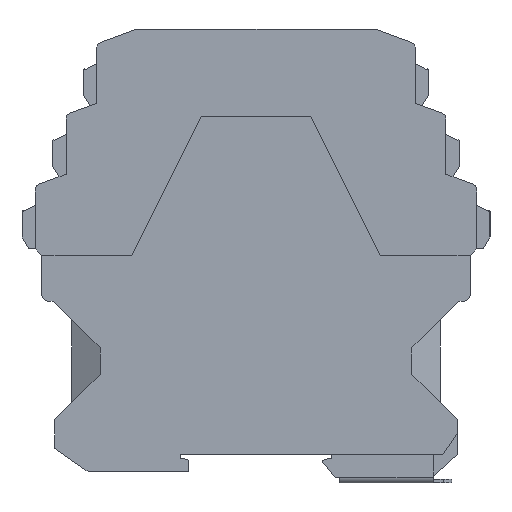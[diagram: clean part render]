
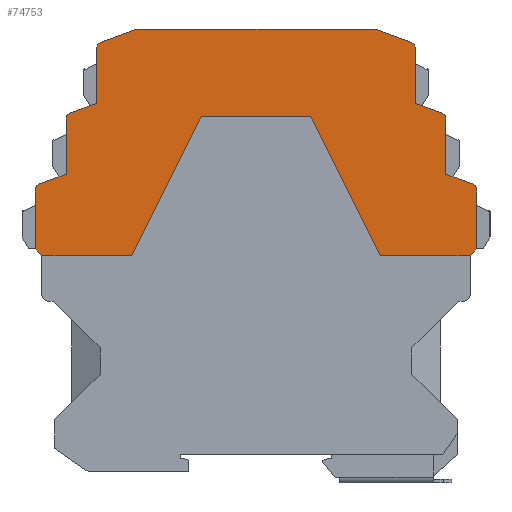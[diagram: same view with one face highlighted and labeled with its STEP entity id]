
A CAD part, left-side view. The second image highlights one B-rep face of the part: STEP entity #74753.
In plain terms, the highlighted face is planar.
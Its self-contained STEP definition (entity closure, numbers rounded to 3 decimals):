
#1481=VECTOR('',#84357,1.);
#1512=VECTOR('',#84398,1.);
#1567=VECTOR('',#84465,1.);
#1598=VECTOR('',#84519,1.);
#1763=VECTOR('',#84733,1.);
#1764=VECTOR('',#84734,1.);
#1765=VECTOR('',#84737,1.);
#1766=VECTOR('',#84738,1.);
#1767=VECTOR('',#84741,1.);
#1768=VECTOR('',#84742,1.);
#1769=VECTOR('',#84743,1.);
#1770=VECTOR('',#84744,1.);
#1771=VECTOR('',#84745,1.);
#1772=VECTOR('',#84746,1.);
#1773=VECTOR('',#84747,1.);
#1774=VECTOR('',#84750,1.);
#1775=VECTOR('',#84751,1.);
#1776=VECTOR('',#84754,1.);
#1777=VECTOR('',#84755,1.);
#1778=VECTOR('',#84758,1.);
#10925=LINE('',#101541,#1481);
#10956=LINE('',#101612,#1512);
#11011=LINE('',#101725,#1567);
#11042=LINE('',#101807,#1598);
#11207=LINE('',#102150,#1763);
#11208=LINE('',#102152,#1764);
#11209=LINE('',#102155,#1765);
#11210=LINE('',#102157,#1766);
#11211=LINE('',#102160,#1767);
#11212=LINE('',#102162,#1768);
#11213=LINE('',#102164,#1769);
#11214=LINE('',#102166,#1770);
#11215=LINE('',#102168,#1771);
#11216=LINE('',#102169,#1772);
#11217=LINE('',#102171,#1773);
#11218=LINE('',#102175,#1774);
#11219=LINE('',#102177,#1775);
#11220=LINE('',#102181,#1776);
#11221=LINE('',#102183,#1777);
#11222=LINE('',#102187,#1778);
#20366=PLANE('',#78932);
#23476=VERTEX_POINT('',#101542);
#23477=VERTEX_POINT('',#101543);
#23506=VERTEX_POINT('',#101607);
#23508=VERTEX_POINT('',#101611);
#23554=VERTEX_POINT('',#101724);
#23555=VERTEX_POINT('',#101726);
#23592=VERTEX_POINT('',#101806);
#23593=VERTEX_POINT('',#101808);
#23660=VERTEX_POINT('',#101957);
#23742=VERTEX_POINT('',#102151);
#23743=VERTEX_POINT('',#102154);
#23744=VERTEX_POINT('',#102156);
#23745=VERTEX_POINT('',#102158);
#23746=VERTEX_POINT('',#102161);
#23747=VERTEX_POINT('',#102163);
#23748=VERTEX_POINT('',#102165);
#23749=VERTEX_POINT('',#102167);
#23750=VERTEX_POINT('',#102170);
#23751=VERTEX_POINT('',#102172);
#23752=VERTEX_POINT('',#102174);
#23753=VERTEX_POINT('',#102176);
#23754=VERTEX_POINT('',#102178);
#23755=VERTEX_POINT('',#102180);
#23756=VERTEX_POINT('',#102182);
#23757=VERTEX_POINT('',#102184);
#23758=VERTEX_POINT('',#102186);
#30818=CIRCLE('',#78913,1.5);
#30829=CIRCLE('',#78933,1.5);
#30830=CIRCLE('',#78934,1.5);
#30831=CIRCLE('',#78935,1.5);
#30832=CIRCLE('',#78936,1.5);
#30833=CIRCLE('',#78937,1.5);
#32114=EDGE_CURVE('',#23476,#23477,#10925,.T.);
#32147=EDGE_CURVE('',#23508,#23506,#10956,.T.);
#32204=EDGE_CURVE('',#23554,#23555,#11011,.T.);
#32245=EDGE_CURVE('',#23592,#23593,#11042,.T.);
#32325=EDGE_CURVE('',#23660,#23476,#30818,.T.);
#32427=EDGE_CURVE('',#23742,#23477,#11207,.T.);
#32428=EDGE_CURVE('',#23506,#23660,#11208,.T.);
#32429=EDGE_CURVE('',#23743,#23508,#30829,.T.);
#32430=EDGE_CURVE('',#23744,#23743,#11209,.T.);
#32431=EDGE_CURVE('',#23745,#23744,#11210,.T.);
#32432=EDGE_CURVE('',#23555,#23745,#30830,.T.);
#32433=EDGE_CURVE('',#23746,#23554,#11211,.T.);
#32434=EDGE_CURVE('',#23746,#23747,#11212,.T.);
#32435=EDGE_CURVE('',#23747,#23748,#11213,.T.);
#32436=EDGE_CURVE('',#23748,#23749,#11214,.T.);
#32437=EDGE_CURVE('',#23749,#23593,#11215,.T.);
#32438=EDGE_CURVE('',#23750,#23592,#11216,.T.);
#32439=EDGE_CURVE('',#23750,#23751,#11217,.T.);
#32440=EDGE_CURVE('',#23751,#23752,#30831,.T.);
#32441=EDGE_CURVE('',#23752,#23753,#11218,.T.);
#32442=EDGE_CURVE('',#23753,#23754,#11219,.T.);
#32443=EDGE_CURVE('',#23754,#23755,#30832,.T.);
#32444=EDGE_CURVE('',#23755,#23756,#11220,.T.);
#32445=EDGE_CURVE('',#23756,#23757,#11221,.T.);
#32446=EDGE_CURVE('',#23757,#23758,#30833,.T.);
#32447=EDGE_CURVE('',#23758,#23742,#11222,.T.);
#43772=ORIENTED_EDGE('',*,*,#32427,.T.);
#43773=ORIENTED_EDGE('',*,*,#32114,.F.);
#43774=ORIENTED_EDGE('',*,*,#32325,.F.);
#43775=ORIENTED_EDGE('',*,*,#32428,.F.);
#43776=ORIENTED_EDGE('',*,*,#32147,.F.);
#43777=ORIENTED_EDGE('',*,*,#32429,.F.);
#43778=ORIENTED_EDGE('',*,*,#32430,.F.);
#43779=ORIENTED_EDGE('',*,*,#32431,.F.);
#43780=ORIENTED_EDGE('',*,*,#32432,.F.);
#43781=ORIENTED_EDGE('',*,*,#32204,.F.);
#43782=ORIENTED_EDGE('',*,*,#32433,.F.);
#43783=ORIENTED_EDGE('',*,*,#32434,.T.);
#43784=ORIENTED_EDGE('',*,*,#32435,.T.);
#43785=ORIENTED_EDGE('',*,*,#32436,.T.);
#43786=ORIENTED_EDGE('',*,*,#32437,.T.);
#43787=ORIENTED_EDGE('',*,*,#32245,.F.);
#43788=ORIENTED_EDGE('',*,*,#32438,.F.);
#43789=ORIENTED_EDGE('',*,*,#32439,.T.);
#43790=ORIENTED_EDGE('',*,*,#32440,.T.);
#43791=ORIENTED_EDGE('',*,*,#32441,.T.);
#43792=ORIENTED_EDGE('',*,*,#32442,.T.);
#43793=ORIENTED_EDGE('',*,*,#32443,.T.);
#43794=ORIENTED_EDGE('',*,*,#32444,.T.);
#43795=ORIENTED_EDGE('',*,*,#32445,.T.);
#43796=ORIENTED_EDGE('',*,*,#32446,.T.);
#43797=ORIENTED_EDGE('',*,*,#32447,.T.);
#65947=EDGE_LOOP('',(#43772,#43773,#43774,#43775,#43776,#43777,#43778,#43779,
#43780,#43781,#43782,#43783,#43784,#43785,#43786,#43787,#43788,#43789,#43790,
#43791,#43792,#43793,#43794,#43795,#43796,#43797));
#70374=FACE_BOUND('',#65947,.T.);
#74753=ADVANCED_FACE('',(#70374),#20366,.F.);
#78913=AXIS2_PLACEMENT_3D('',#101958,#84609,#84610);
#78932=AXIS2_PLACEMENT_3D('',#102149,#84732,$);
#78933=AXIS2_PLACEMENT_3D('',#102153,#84735,#84736);
#78934=AXIS2_PLACEMENT_3D('',#102159,#84739,#84740);
#78935=AXIS2_PLACEMENT_3D('',#102173,#84748,#84749);
#78936=AXIS2_PLACEMENT_3D('',#102179,#84752,#84753);
#78937=AXIS2_PLACEMENT_3D('',#102185,#84756,#84757);
#84357=DIRECTION('',(-0.94,0.342,0.));
#84398=DIRECTION('',(-0.94,0.342,0.));
#84465=DIRECTION('',(0.,1.,0.));
#84519=DIRECTION('',(1.,0.,0.));
#84609=DIRECTION('',(0.,0.,1.));
#84610=DIRECTION('',(1.5,0.,0.));
#84732=DIRECTION('',(0.,0.,1.));
#84733=DIRECTION('',(1.,0.,0.));
#84734=DIRECTION('',(0.,1.,0.));
#84735=DIRECTION('',(0.,0.,1.));
#84736=DIRECTION('',(1.5,0.,0.));
#84737=DIRECTION('',(0.,1.,0.));
#84738=DIRECTION('',(-0.94,0.342,0.));
#84739=DIRECTION('',(0.,0.,1.));
#84740=DIRECTION('',(1.5,0.,0.));
#84741=DIRECTION('',(0.707,0.707,0.));
#84742=DIRECTION('',(-1.,0.,0.));
#84743=DIRECTION('',(-0.446,0.895,0.));
#84744=DIRECTION('',(-1.,0.,0.));
#84745=DIRECTION('',(-0.446,-0.895,0.));
#84746=DIRECTION('',(0.707,-0.707,0.));
#84747=DIRECTION('',(0.,1.,0.));
#84748=DIRECTION('',(0.,0.,-1.));
#84749=DIRECTION('',(-1.5,0.,0.));
#84750=DIRECTION('',(0.94,0.342,0.));
#84751=DIRECTION('',(0.,1.,0.));
#84752=DIRECTION('',(0.,0.,-1.));
#84753=DIRECTION('',(-1.5,0.,0.));
#84754=DIRECTION('',(0.94,0.342,0.));
#84755=DIRECTION('',(0.,1.,0.));
#84756=DIRECTION('',(0.,0.,-1.));
#84757=DIRECTION('',(-1.5,0.,0.));
#84758=DIRECTION('',(0.94,0.342,0.));
#101541=CARTESIAN_POINT('',(0.,125.046,-8.8));
#101542=CARTESIAN_POINT('',(35.813,112.011,-8.8));
#101543=CARTESIAN_POINT('',(27.6,115.,-8.8));
#101607=CARTESIAN_POINT('',(36.8,97.85,-8.8));
#101611=CARTESIAN_POINT('',(42.913,95.625,-8.8));
#101612=CARTESIAN_POINT('',(0.,111.244,-8.8));
#101724=CARTESIAN_POINT('',(51.,64.2,-8.8));
#101725=CARTESIAN_POINT('',(51.,0.,-8.8));
#101726=CARTESIAN_POINT('',(51.,77.816,-8.8));
#101806=CARTESIAN_POINT('',(-49.5,62.7,-8.8));
#101807=CARTESIAN_POINT('',(0.,62.7,-8.8));
#101808=CARTESIAN_POINT('',(-28.75,62.7,-8.8));
#101957=CARTESIAN_POINT('',(36.8,110.601,-8.8));
#101958=CARTESIAN_POINT('',(35.3,110.601,-8.8));
#102149=CARTESIAN_POINT('',(-41.973,66.178,-8.8));
#102150=CARTESIAN_POINT('',(0.,115.,-8.8));
#102151=CARTESIAN_POINT('',(-27.6,115.,-8.8));
#102152=CARTESIAN_POINT('',(36.8,0.,-8.8));
#102153=CARTESIAN_POINT('',(42.4,94.216,-8.8));
#102154=CARTESIAN_POINT('',(43.9,94.216,-8.8));
#102155=CARTESIAN_POINT('',(43.9,0.,-8.8));
#102156=CARTESIAN_POINT('',(43.9,81.45,-8.8));
#102157=CARTESIAN_POINT('',(0.,97.428,-8.8));
#102158=CARTESIAN_POINT('',(50.013,79.225,-8.8));
#102159=CARTESIAN_POINT('',(49.5,77.816,-8.8));
#102160=CARTESIAN_POINT('',(-13.2,0.,-8.8));
#102161=CARTESIAN_POINT('',(49.5,62.7,-8.8));
#102162=CARTESIAN_POINT('',(0.,62.7,-8.8));
#102163=CARTESIAN_POINT('',(28.75,62.7,-8.8));
#102164=CARTESIAN_POINT('',(60.003,0.,-8.8));
#102165=CARTESIAN_POINT('',(12.7,94.9,-8.8));
#102166=CARTESIAN_POINT('',(0.,94.9,-8.8));
#102167=CARTESIAN_POINT('',(-12.7,94.9,-8.8));
#102168=CARTESIAN_POINT('',(-60.003,0.,-8.8));
#102169=CARTESIAN_POINT('',(0.,13.2,-8.8));
#102170=CARTESIAN_POINT('',(-51.,64.2,-8.8));
#102171=CARTESIAN_POINT('',(-51.,0.,-8.8));
#102172=CARTESIAN_POINT('',(-51.,77.816,-8.8));
#102173=CARTESIAN_POINT('',(-49.5,77.816,-8.8));
#102174=CARTESIAN_POINT('',(-50.013,79.225,-8.8));
#102175=CARTESIAN_POINT('',(0.,97.428,-8.8));
#102176=CARTESIAN_POINT('',(-43.9,81.45,-8.8));
#102177=CARTESIAN_POINT('',(-43.9,0.,-8.8));
#102178=CARTESIAN_POINT('',(-43.9,94.216,-8.8));
#102179=CARTESIAN_POINT('',(-42.4,94.216,-8.8));
#102180=CARTESIAN_POINT('',(-42.913,95.625,-8.8));
#102181=CARTESIAN_POINT('',(0.,111.244,-8.8));
#102182=CARTESIAN_POINT('',(-36.8,97.85,-8.8));
#102183=CARTESIAN_POINT('',(-36.8,0.,-8.8));
#102184=CARTESIAN_POINT('',(-36.8,110.601,-8.8));
#102185=CARTESIAN_POINT('',(-35.3,110.601,-8.8));
#102186=CARTESIAN_POINT('',(-35.813,112.011,-8.8));
#102187=CARTESIAN_POINT('',(0.,125.046,-8.8));
